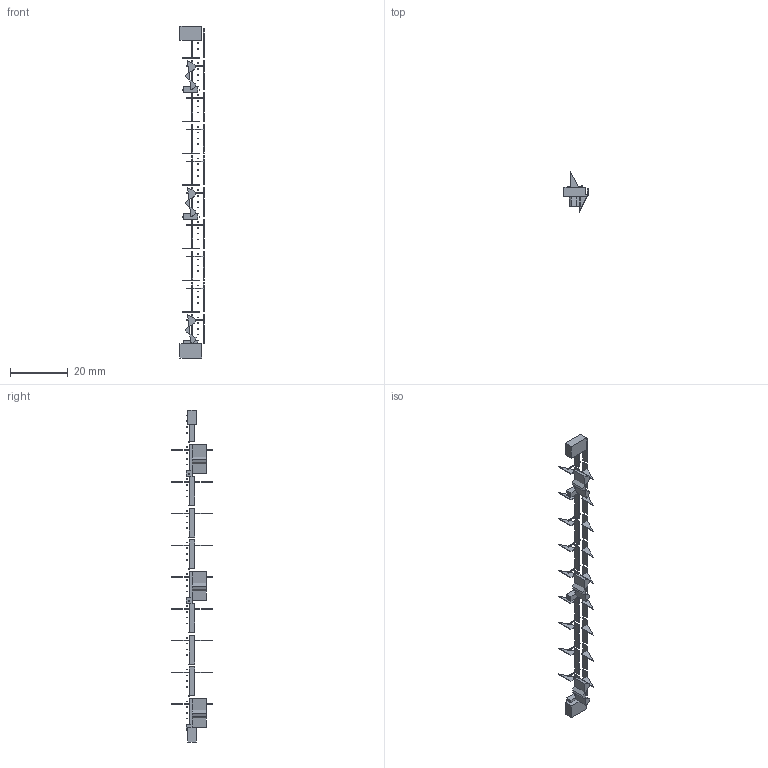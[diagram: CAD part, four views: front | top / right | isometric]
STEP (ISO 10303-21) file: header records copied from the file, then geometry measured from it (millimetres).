
FILE_DESCRIPTION(('Open CASCADE Model'),'2;1');
FILE_NAME('Open CASCADE Shape Model','2024-05-30T21:16:06',('Author'),( 'Open CASCADE'),'Open CASCADE STEP processor 7.7','Open CASCADE 7.7' ,'Unknown');
FILE_SCHEMA(('AUTOMOTIVE_DESIGN { 1 0 10303 214 1 1 1 1 }'));
Length unit declared in the file: millimetre
Products named in the file (56): Open CASCADE STEP translator 7.7 1; Open CASCADE STEP translator 7.7 1.1; Open CASCADE STEP translator 7.7 1.2; Open CASCADE STEP translator 7.7 1.3; Open CASCADE STEP translator 7.7 1.4; Open CASCADE STEP translator 7.7 1.5; Open CASCADE STEP translator 7.7 1.6; Open CASCADE STEP translator 7.7 1.7; Open CASCADE STEP translator 7.7 1.8; Open CASCADE STEP translator 7.7 1.9; Open CASCADE STEP translator 7.7 1.10; Open CASCADE STEP translator 7.7 1.11; Open CASCADE STEP translator 7.7 1.12; Open CASCADE STEP translator 7.7 1.13; Open CASCADE STEP translator 7.7 1.14; Open CASCADE STEP translator 7.7 1.15; Open CASCADE STEP translator 7.7 1.16; Open CASCADE STEP translator 7.7 1.17; Open CASCADE STEP translator 7.7 1.18; Open CASCADE STEP translator 7.7 1.19; Open CASCADE STEP translator 7.7 1.20; Open CASCADE STEP translator 7.7 1.21; Open CASCADE STEP translator 7.7 1.22; Open CASCADE STEP translator 7.7 1.23; Open CASCADE STEP translator 7.7 1.24; Open CASCADE STEP translator 7.7 1.25; Open CASCADE STEP translator 7.7 1.26; Open CASCADE STEP translator 7.7 1.27; Open CASCADE STEP translator 7.7 1.28; Open CASCADE STEP translator 7.7 1.29; Open CASCADE STEP translator 7.7 1.30; Open CASCADE STEP translator 7.7 1.31; Open CASCADE STEP translator 7.7 1.32; Open CASCADE STEP translator 7.7 1.33; Open CASCADE STEP translator 7.7 1.34; Open CASCADE STEP translator 7.7 1.35; Open CASCADE STEP translator 7.7 1.36; Open CASCADE STEP translator 7.7 1.37; Open CASCADE STEP translator 7.7 1.38; Open CASCADE STEP translator 7.7 1.39 ...
Assembly tree (55 placements, depth 2):
  Open CASCADE STEP translator 7.7 1
    Open CASCADE STEP translator 7.7 1.1
    Open CASCADE STEP translator 7.7 1.2
    Open CASCADE STEP translator 7.7 1.3
    Open CASCADE STEP translator 7.7 1.4
    Open CASCADE STEP translator 7.7 1.5
    Open CASCADE STEP translator 7.7 1.6
    Open CASCADE STEP translator 7.7 1.7
    Open CASCADE STEP translator 7.7 1.8
    Open CASCADE STEP translator 7.7 1.9
    Open CASCADE STEP translator 7.7 1.10
    Open CASCADE STEP translator 7.7 1.11
    Open CASCADE STEP translator 7.7 1.12
    Open CASCADE STEP translator 7.7 1.13
    Open CASCADE STEP translator 7.7 1.14
    Open CASCADE STEP translator 7.7 1.15
    Open CASCADE STEP translator 7.7 1.16
    Open CASCADE STEP translator 7.7 1.17
    Open CASCADE STEP translator 7.7 1.18
    Open CASCADE STEP translator 7.7 1.19
    Open CASCADE STEP translator 7.7 1.20
    Open CASCADE STEP translator 7.7 1.21
    Open CASCADE STEP translator 7.7 1.22
    Open CASCADE STEP translator 7.7 1.23
    Open CASCADE STEP translator 7.7 1.24
    Open CASCADE STEP translator 7.7 1.25
    Open CASCADE STEP translator 7.7 1.26
    Open CASCADE STEP translator 7.7 1.27
    Open CASCADE STEP translator 7.7 1.28
    Open CASCADE STEP translator 7.7 1.29
    Open CASCADE STEP translator 7.7 1.30
    Open CASCADE STEP translator 7.7 1.31
    Open CASCADE STEP translator 7.7 1.32
    Open CASCADE STEP translator 7.7 1.33
    Open CASCADE STEP translator 7.7 1.34
    Open CASCADE STEP translator 7.7 1.35
    Open CASCADE STEP translator 7.7 1.36
    Open CASCADE STEP translator 7.7 1.37
    Open CASCADE STEP translator 7.7 1.38
    Open CASCADE STEP translator 7.7 1.39
    Open CASCADE STEP translator 7.7 1.40
    Open CASCADE STEP translator 7.7 1.41
    Open CASCADE STEP translator 7.7 1.42
    Open CASCADE STEP translator 7.7 1.43
    Open CASCADE STEP translator 7.7 1.44
    Open CASCADE STEP translator 7.7 1.45
    Open CASCADE STEP translator 7.7 1.46
    Open CASCADE STEP translator 7.7 1.47
    Open CASCADE STEP translator 7.7 1.48
    Open CASCADE STEP translator 7.7 1.49
    Open CASCADE STEP translator 7.7 1.50
    Open CASCADE STEP translator 7.7 1.51
    Open CASCADE STEP translator 7.7 1.52
    Open CASCADE STEP translator 7.7 1.53
    Open CASCADE STEP translator 7.7 1.54
    Open CASCADE STEP translator 7.7 1.55
Bounding box: 8.35 x 14 x 115 mm (x, y, z)
Volume: 518 mm3; surface area: 2140.3 mm2
Topology: 55 solids, 55 shells, 519 faces, 1122 edges, 712 vertices
Faces by surface type: plane 476, cylinder 43
Full cylindrical faces by diameter (mm): 0.4 x43
Entity records: 28559 total; most frequent: CARTESIAN_POINT 4661, DIRECTION 4423, LINE 3024, VECTOR 3024, ORIENTED_EDGE 2198, PCURVE 2196, DEFINITIONAL_REPRESENTATION 2196, EDGE_CURVE 1098
